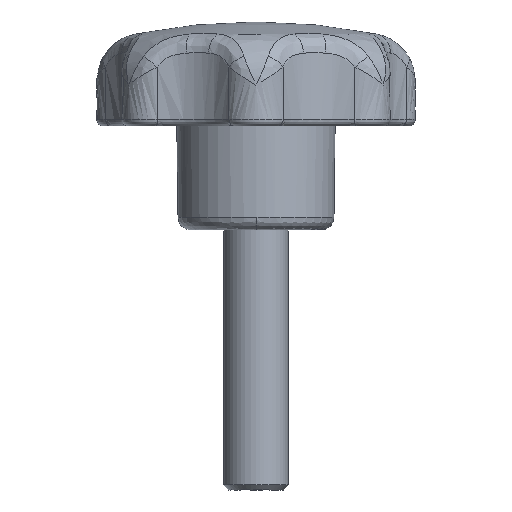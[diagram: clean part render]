
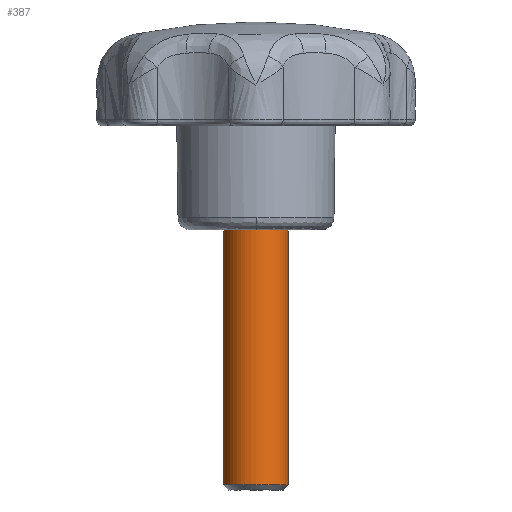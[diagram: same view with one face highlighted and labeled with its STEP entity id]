
A CAD part, left-side view. The second image highlights one B-rep face of the part: STEP entity #387.
In plain terms, the highlighted free-form (B-spline) face has degree [2, 1] with [5, 2] control points.
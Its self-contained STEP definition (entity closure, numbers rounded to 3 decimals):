
#66=CARTESIAN_POINT('',(-0.295,2.483,-19.6));
#67=VERTEX_POINT('',#66);
#133=CARTESIAN_POINT('',(0.153,-2.495,-19.6));
#134=VERTEX_POINT('',#133);
#148=CARTESIAN_POINT('',(-2.5,0.0,-19.6));
#149=VERTEX_POINT('',#148);
#150=CARTESIAN_POINT('',(0.153,-2.495,-19.6));
#151=CARTESIAN_POINT('',(0.076,-2.5,-19.6));
#152=CARTESIAN_POINT('',(0.0,-2.5,-19.6));
#153=CARTESIAN_POINT('',(-2.5,-2.5,-19.6));
#154=CARTESIAN_POINT('',(-2.5,0.0,-19.6));
#162=(BOUNDED_CURVE()B_SPLINE_CURVE(2,(#150,#151,#152,#153,#154),.UNSPECIFIED.,.F.,.U.)B_SPLINE_CURVE_WITH_KNOTS((3,2,3),(0.739,0.75,1.0),.UNSPECIFIED.)CURVE()GEOMETRIC_REPRESENTATION_ITEM()RATIONAL_B_SPLINE_CURVE((0.976,0.988,1.0,0.707,1.0))REPRESENTATION_ITEM(''));
#163=EDGE_CURVE('',#134,#149,#162,.T.);
#165=CARTESIAN_POINT('',(-2.5,0.0,-19.6));
#166=CARTESIAN_POINT('',(-2.5,2.22,-19.6));
#167=CARTESIAN_POINT('',(-0.295,2.483,-19.6));
#175=(BOUNDED_CURVE()B_SPLINE_CURVE(2,(#165,#166,#167),.UNSPECIFIED.,.F.,.U.)B_SPLINE_CURVE_WITH_KNOTS((3,3),(0.0,0.23),.UNSPECIFIED.)CURVE()GEOMETRIC_REPRESENTATION_ITEM()RATIONAL_B_SPLINE_CURVE((1.0,0.731,0.956))REPRESENTATION_ITEM(''));
#176=EDGE_CURVE('',#149,#67,#175,.T.);
#283=CARTESIAN_POINT('',(-0.295,2.483,0.));
#284=VERTEX_POINT('',#283);
#285=CARTESIAN_POINT('',(-0.295,2.483,0.));
#286=CARTESIAN_POINT('',(-0.295,2.483,-19.6));
#287=QUASI_UNIFORM_CURVE('',1,(#285,#286),.UNSPECIFIED.,.F.,.U.);
#288=EDGE_CURVE('',#284,#67,#287,.T.);
#307=CARTESIAN_POINT('',(0.153,-2.495,0.));
#308=VERTEX_POINT('',#307);
#322=CARTESIAN_POINT('',(0.153,-2.495,0.));
#323=CARTESIAN_POINT('',(0.153,-2.495,-19.6));
#324=QUASI_UNIFORM_CURVE('',1,(#322,#323),.UNSPECIFIED.,.F.,.U.);
#325=EDGE_CURVE('',#308,#134,#324,.T.);
#333=CARTESIAN_POINT('',(0.153,-2.495,0.49));
#334=CARTESIAN_POINT('',(-2.343,-2.648,0.49));
#335=CARTESIAN_POINT('',(-2.495,-0.153,0.49));
#336=CARTESIAN_POINT('',(-2.639,2.204,0.49));
#337=CARTESIAN_POINT('',(-0.295,2.483,0.49));
#338=CARTESIAN_POINT('',(0.153,-2.495,-20.102));
#339=CARTESIAN_POINT('',(-2.343,-2.648,-20.102));
#340=CARTESIAN_POINT('',(-2.495,-0.153,-20.102));
#341=CARTESIAN_POINT('',(-2.639,2.204,-20.102));
#342=CARTESIAN_POINT('',(-0.295,2.483,-20.102));
#350=(BOUNDED_SURFACE()B_SPLINE_SURFACE(2,1,((#333,#338),(#334,#339),(#335,#340),(#336,#341),(#337,#342)),.UNSPECIFIED.,.F.,.F.,.U.)B_SPLINE_SURFACE_WITH_KNOTS((3,2,3),(2,2),(0.0,4.142,8.119),(0.0,20.592),.UNSPECIFIED.)GEOMETRIC_REPRESENTATION_ITEM()RATIONAL_B_SPLINE_SURFACE(((1.0,1.0),(0.707,0.707),(1.0,1.0),(0.719,0.719),(0.978,0.978)))REPRESENTATION_ITEM('')SURFACE());
#351=ORIENTED_EDGE('',*,*,#176,.F.);
#352=ORIENTED_EDGE('',*,*,#163,.F.);
#353=ORIENTED_EDGE('',*,*,#325,.F.);
#354=CARTESIAN_POINT('',(-2.5,0.0,0.));
#355=VERTEX_POINT('',#354);
#356=CARTESIAN_POINT('',(0.153,-2.495,0.));
#357=CARTESIAN_POINT('',(0.076,-2.5,0.));
#358=CARTESIAN_POINT('',(0.0,-2.5,0.));
#359=CARTESIAN_POINT('',(-2.5,-2.5,0.));
#360=CARTESIAN_POINT('',(-2.5,0.0,0.));
#368=(BOUNDED_CURVE()B_SPLINE_CURVE(2,(#356,#357,#358,#359,#360),.UNSPECIFIED.,.F.,.U.)B_SPLINE_CURVE_WITH_KNOTS((3,2,3),(0.739,0.75,1.0),.UNSPECIFIED.)CURVE()GEOMETRIC_REPRESENTATION_ITEM()RATIONAL_B_SPLINE_CURVE((0.976,0.988,1.0,0.707,1.0))REPRESENTATION_ITEM(''));
#369=EDGE_CURVE('',#308,#355,#368,.T.);
#370=ORIENTED_EDGE('',*,*,#369,.T.);
#371=CARTESIAN_POINT('',(-2.5,0.0,0.));
#372=CARTESIAN_POINT('',(-2.5,2.22,0.));
#373=CARTESIAN_POINT('',(-0.295,2.483,0.));
#381=(BOUNDED_CURVE()B_SPLINE_CURVE(2,(#371,#372,#373),.UNSPECIFIED.,.F.,.U.)B_SPLINE_CURVE_WITH_KNOTS((3,3),(0.0,0.23),.UNSPECIFIED.)CURVE()GEOMETRIC_REPRESENTATION_ITEM()RATIONAL_B_SPLINE_CURVE((1.0,0.731,0.956))REPRESENTATION_ITEM(''));
#382=EDGE_CURVE('',#355,#284,#381,.T.);
#383=ORIENTED_EDGE('',*,*,#382,.T.);
#384=ORIENTED_EDGE('',*,*,#288,.T.);
#385=EDGE_LOOP('',(#351,#352,#353,#370,#383,#384));
#386=FACE_OUTER_BOUND('',#385,.T.);
#387=ADVANCED_FACE('',(#386),#350,.T.);
